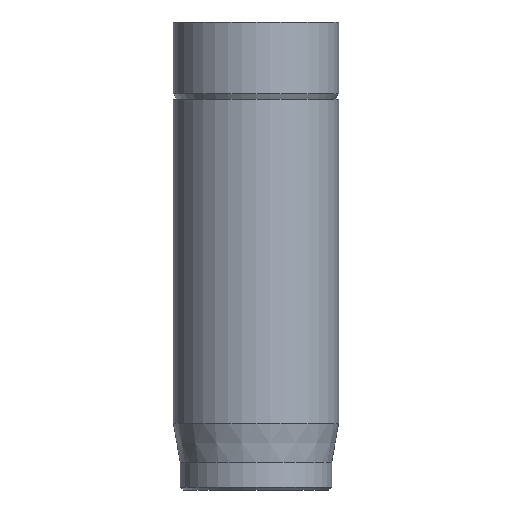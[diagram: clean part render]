
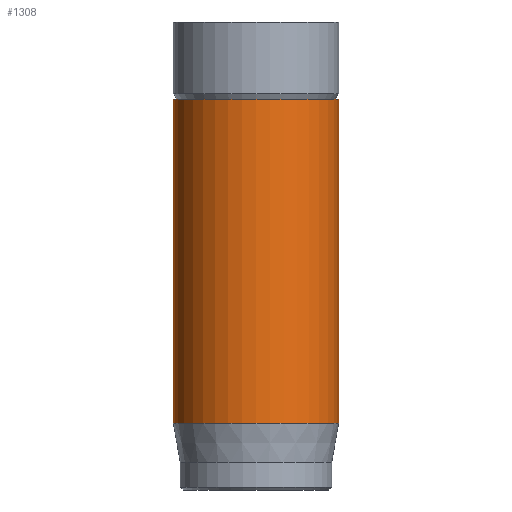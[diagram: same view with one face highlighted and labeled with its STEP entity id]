
A CAD part, front view. The second image highlights one B-rep face of the part: STEP entity #1308.
In plain terms, the highlighted cylindrical face has radius 3 mm (diameter 6 mm), a full revolution.
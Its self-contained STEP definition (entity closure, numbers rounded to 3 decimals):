
#142=CYLINDRICAL_SURFACE('',#1467,3.);
#155=FACE_OUTER_BOUND('',#234,.T.);
#234=EDGE_LOOP('',(#943,#944,#945,#946,#947));
#316=LINE('',#1886,#434);
#434=VECTOR('',#1597,3.);
#549=CIRCLE('',#1449,3.);
#558=CIRCLE('',#1465,3.);
#559=CIRCLE('',#1466,3.);
#581=VERTEX_POINT('',#1850);
#590=VERTEX_POINT('',#1880);
#591=VERTEX_POINT('',#1881);
#711=EDGE_CURVE('',#581,#581,#549,.T.);
#725=EDGE_CURVE('',#590,#591,#558,.T.);
#726=EDGE_CURVE('',#591,#590,#559,.T.);
#728=EDGE_CURVE('',#581,#590,#316,.T.);
#943=ORIENTED_EDGE('',*,*,#711,.T.);
#944=ORIENTED_EDGE('',*,*,#728,.T.);
#945=ORIENTED_EDGE('',*,*,#725,.T.);
#946=ORIENTED_EDGE('',*,*,#726,.T.);
#947=ORIENTED_EDGE('',*,*,#728,.F.);
#1308=ADVANCED_FACE('',(#155),#142,.T.);
#1449=AXIS2_PLACEMENT_3D('',#1851,#1553,#1554);
#1465=AXIS2_PLACEMENT_3D('',#1882,#1590,#1591);
#1466=AXIS2_PLACEMENT_3D('',#1883,#1592,#1593);
#1467=AXIS2_PLACEMENT_3D('',#1885,#1595,#1596);
#1553=DIRECTION('center_axis',(0.,0.,-1.));
#1554=DIRECTION('ref_axis',(-1.,0.,0.));
#1590=DIRECTION('center_axis',(0.,0.,1.));
#1591=DIRECTION('ref_axis',(-1.,0.,0.));
#1592=DIRECTION('center_axis',(0.,0.,1.));
#1593=DIRECTION('ref_axis',(-1.,0.,0.));
#1595=DIRECTION('center_axis',(0.,0.,1.));
#1596=DIRECTION('ref_axis',(-1.,0.,0.));
#1597=DIRECTION('',(0.,0.,-1.));
#1850=CARTESIAN_POINT('',(3.,0.,14.2));
#1851=CARTESIAN_POINT('Origin',(0.,0.,14.2));
#1880=CARTESIAN_POINT('',(3.,0.,2.418));
#1881=CARTESIAN_POINT('',(-3.,0.,2.418));
#1882=CARTESIAN_POINT('Origin',(0.,0.,2.418));
#1883=CARTESIAN_POINT('Origin',(0.,0.,2.418));
#1885=CARTESIAN_POINT('Origin',(0.,0.,0.));
#1886=CARTESIAN_POINT('',(3.,0.,0.));
